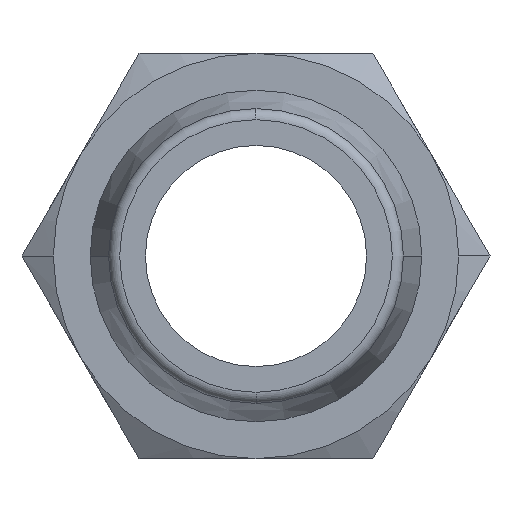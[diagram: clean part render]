
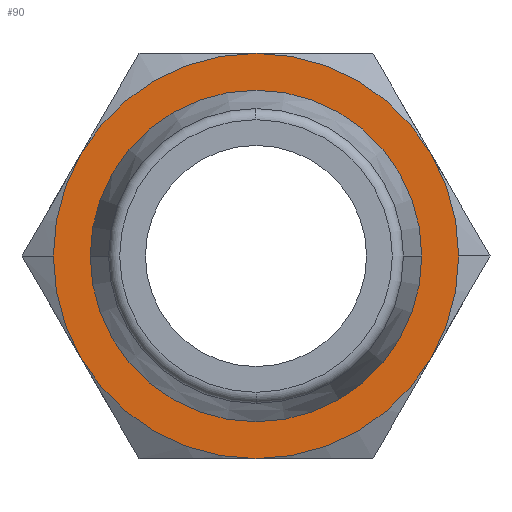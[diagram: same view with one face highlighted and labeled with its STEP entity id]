
A CAD part, front view. The second image highlights one B-rep face of the part: STEP entity #90.
In plain terms, the highlighted planar face has unit normal (0, -1, 0).
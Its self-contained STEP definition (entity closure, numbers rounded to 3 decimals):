
#90=ADVANCED_FACE('',(#211,#212),#213,.T.);
#211=FACE_OUTER_BOUND('',#360,.T.);
#212=FACE_BOUND('',#361,.T.);
#213=PLANE('',#362);
#360=EDGE_LOOP('',(#557,#558,#559,#560,#561,#562,#563,#564));
#361=EDGE_LOOP('',(#565,#566));
#362=AXIS2_PLACEMENT_3D('',#567,#568,#569);
#557=ORIENTED_EDGE('',*,*,#902,.F.);
#558=ORIENTED_EDGE('',*,*,#903,.F.);
#559=ORIENTED_EDGE('',*,*,#904,.F.);
#560=ORIENTED_EDGE('',*,*,#905,.F.);
#561=ORIENTED_EDGE('',*,*,#906,.F.);
#562=ORIENTED_EDGE('',*,*,#900,.F.);
#563=ORIENTED_EDGE('',*,*,#907,.F.);
#564=ORIENTED_EDGE('',*,*,#908,.F.);
#565=ORIENTED_EDGE('',*,*,#909,.F.);
#566=ORIENTED_EDGE('',*,*,#890,.F.);
#567=CARTESIAN_POINT('',(2.75,14.0,0.0));
#568=DIRECTION('',(-0.0,-1.0,-0.0));
#569=DIRECTION('',(-1.0,0.0,0.0));
#890=EDGE_CURVE('',#1062,#1064,#1065,.T.);
#900=EDGE_CURVE('',#1077,#1074,#1079,.T.);
#902=EDGE_CURVE('',#1081,#1082,#1083,.T.);
#903=EDGE_CURVE('',#1016,#1081,#1084,.T.);
#904=EDGE_CURVE('',#1085,#1016,#1086,.T.);
#905=EDGE_CURVE('',#1087,#1085,#1088,.T.);
#906=EDGE_CURVE('',#1074,#1087,#1089,.T.);
#907=EDGE_CURVE('',#1090,#1077,#1091,.T.);
#908=EDGE_CURVE('',#1082,#1090,#1092,.T.);
#909=EDGE_CURVE('',#1064,#1062,#1093,.T.);
#1016=VERTEX_POINT('',#1230);
#1062=VERTEX_POINT('',#1326);
#1064=VERTEX_POINT('',#1329);
#1065=CIRCLE('',#1330,4.5);
#1074=VERTEX_POINT('',#1351);
#1077=VERTEX_POINT('',#1365);
#1079=CIRCLE('',#1378,5.5);
#1081=VERTEX_POINT('',#1380);
#1082=VERTEX_POINT('',#1381);
#1083=CIRCLE('',#1382,5.5);
#1084=CIRCLE('',#1383,5.5);
#1085=VERTEX_POINT('',#1384);
#1086=CIRCLE('',#1385,5.5);
#1087=VERTEX_POINT('',#1386);
#1088=CIRCLE('',#1387,5.5);
#1089=CIRCLE('',#1388,5.5);
#1090=VERTEX_POINT('',#1389);
#1091=CIRCLE('',#1390,5.5);
#1092=CIRCLE('',#1391,5.5);
#1093=CIRCLE('',#1392,4.5);
#1230=CARTESIAN_POINT('',(0.,14.0,5.5));
#1326=CARTESIAN_POINT('',(4.5,14.0,0.));
#1329=CARTESIAN_POINT('',(-4.5,14.0,0.));
#1330=AXIS2_PLACEMENT_3D('',#1755,#1756,#1757);
#1351=CARTESIAN_POINT('',(-4.763,14.0,-2.75));
#1365=CARTESIAN_POINT('',(0.0,14.0,-5.5));
#1378=AXIS2_PLACEMENT_3D('',#1765,#1766,#1767);
#1380=CARTESIAN_POINT('',(4.763,14.0,2.75));
#1381=CARTESIAN_POINT('',(5.5,14.0,0.));
#1382=AXIS2_PLACEMENT_3D('',#1768,#1769,#1770);
#1383=AXIS2_PLACEMENT_3D('',#1771,#1772,#1773);
#1384=CARTESIAN_POINT('',(-4.763,14.0,2.75));
#1385=AXIS2_PLACEMENT_3D('',#1774,#1775,#1776);
#1386=CARTESIAN_POINT('',(-5.5,14.0,0.));
#1387=AXIS2_PLACEMENT_3D('',#1777,#1778,#1779);
#1388=AXIS2_PLACEMENT_3D('',#1780,#1781,#1782);
#1389=CARTESIAN_POINT('',(4.763,14.0,-2.75));
#1390=AXIS2_PLACEMENT_3D('',#1783,#1784,#1785);
#1391=AXIS2_PLACEMENT_3D('',#1786,#1787,#1788);
#1392=AXIS2_PLACEMENT_3D('',#1789,#1790,#1791);
#1755=CARTESIAN_POINT('',(0.0,14.0,0.0));
#1756=DIRECTION('',(0.0,-1.0,0.0));
#1757=DIRECTION('',(1.0,0.0,0.0));
#1765=CARTESIAN_POINT('',(0.0,14.0,0.0));
#1766=DIRECTION('',(-0.0,1.0,0.0));
#1767=DIRECTION('',(1.0,0.0,0.0));
#1768=CARTESIAN_POINT('',(0.0,14.0,0.0));
#1769=DIRECTION('',(-0.0,1.0,0.0));
#1770=DIRECTION('',(1.0,0.0,0.0));
#1771=CARTESIAN_POINT('',(0.0,14.0,0.0));
#1772=DIRECTION('',(-0.0,1.0,0.0));
#1773=DIRECTION('',(1.0,0.0,0.0));
#1774=CARTESIAN_POINT('',(0.0,14.0,0.0));
#1775=DIRECTION('',(-0.0,1.0,0.0));
#1776=DIRECTION('',(1.0,0.0,0.0));
#1777=CARTESIAN_POINT('',(0.0,14.0,0.0));
#1778=DIRECTION('',(-0.0,1.0,0.0));
#1779=DIRECTION('',(1.0,0.0,0.0));
#1780=CARTESIAN_POINT('',(0.0,14.0,0.0));
#1781=DIRECTION('',(-0.0,1.0,0.0));
#1782=DIRECTION('',(1.0,0.0,0.0));
#1783=CARTESIAN_POINT('',(0.0,14.0,0.0));
#1784=DIRECTION('',(-0.0,1.0,0.0));
#1785=DIRECTION('',(1.0,0.0,0.0));
#1786=CARTESIAN_POINT('',(0.0,14.0,0.0));
#1787=DIRECTION('',(-0.0,1.0,0.0));
#1788=DIRECTION('',(1.0,0.0,0.0));
#1789=CARTESIAN_POINT('',(0.0,14.0,0.0));
#1790=DIRECTION('',(0.0,-1.0,0.0));
#1791=DIRECTION('',(1.0,0.0,0.0));
